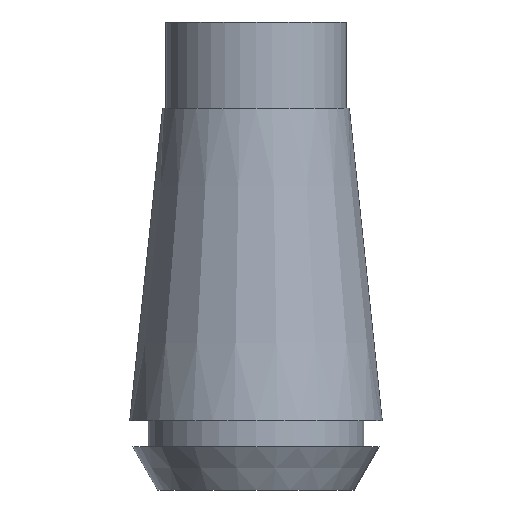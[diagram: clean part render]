
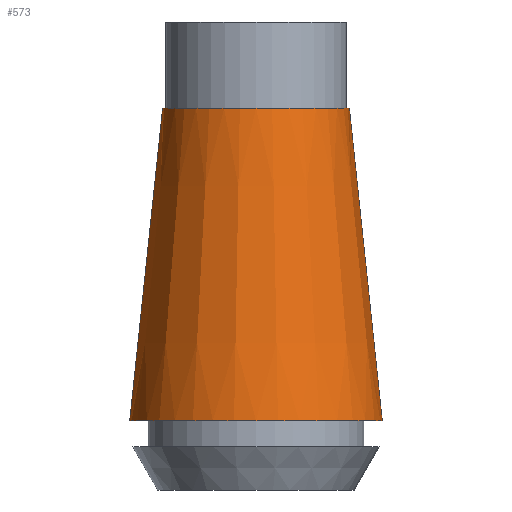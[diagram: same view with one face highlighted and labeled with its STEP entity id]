
A CAD part, left-side view. The second image highlights one B-rep face of the part: STEP entity #573.
In plain terms, the highlighted conical face has half-angle 6 degrees and reference radius 8.916 mm.
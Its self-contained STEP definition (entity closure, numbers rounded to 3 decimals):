
#192=CARTESIAN_POINT('',(0.,0.,-32.379));
#193=DIRECTION('',(0.,0.,1.));
#194=DIRECTION('',(0.,1.,0.));
#195=AXIS2_PLACEMENT_3D('',#192,#193,#194);
#216=DIRECTION('',(0.,0.105,-0.995));
#217=VECTOR('',#216,25.518);
#218=CARTESIAN_POINT('',(0.,7.583,-7.));
#219=LINE('',#218,#217);
#223=DIRECTION('',(0.,-0.105,-0.995));
#224=VECTOR('',#223,25.518);
#225=CARTESIAN_POINT('',(0.,-7.583,-7.));
#226=LINE('',#225,#224);
#230=CARTESIAN_POINT('',(0.,0.,-7.));
#231=DIRECTION('',(0.,0.,-1.));
#232=DIRECTION('',(0.,-1.,0.));
#233=AXIS2_PLACEMENT_3D('',#230,#231,#232);
#340=CARTESIAN_POINT('',(0.,-10.25,-32.379));
#341=CARTESIAN_POINT('',(0.,10.25,-32.379));
#342=VERTEX_POINT('',#340);
#343=VERTEX_POINT('',#341);
#344=CARTESIAN_POINT('',(0.,7.583,-7.));
#345=VERTEX_POINT('',#344);
#346=CARTESIAN_POINT('',(0.,-7.583,-7.));
#347=VERTEX_POINT('',#346);
#561=CARTESIAN_POINT('',(0.,0.,-19.689));
#562=DIRECTION('',(0.,0.,-1.));
#563=DIRECTION('',(0.,-1.,0.));
#564=AXIS2_PLACEMENT_3D('',#561,#562,#563);
#565=CONICAL_SURFACE('',#564,8.916,6.);
#566=ORIENTED_EDGE('',*,*,#551,.F.);
#568=ORIENTED_EDGE('',*,*,#567,.F.);
#569=ORIENTED_EDGE('',*,*,#554,.T.);
#570=ORIENTED_EDGE('',*,*,#537,.F.);
#571=EDGE_LOOP('',(#566,#568,#569,#570));
#572=FACE_OUTER_BOUND('',#571,.F.);
#196=CIRCLE('',#195,10.25);
#234=CIRCLE('',#233,7.583);
#537=EDGE_CURVE('',#343,#342,#196,.T.);
#551=EDGE_CURVE('',#345,#343,#219,.T.);
#554=EDGE_CURVE('',#347,#342,#226,.T.);
#567=EDGE_CURVE('',#347,#345,#234,.T.);
#573=ADVANCED_FACE('',(#572),#565,.T.);
